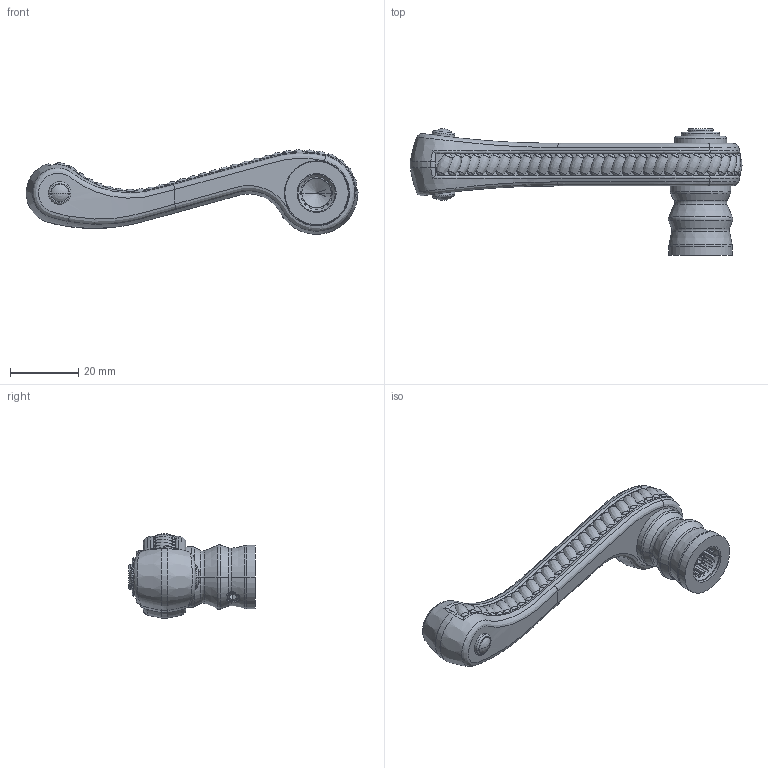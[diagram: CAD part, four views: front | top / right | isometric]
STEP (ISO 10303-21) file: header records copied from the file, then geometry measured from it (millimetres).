
FILE_DESCRIPTION((''),'2;1');
FILE_NAME('2-181_ASM','2020-01-08T09:17:57',('rsmith'),(''),'CREO PARAMETRIC BY PTC INC, 2018400','CREO PARAMETRIC BY PTC INC, 2018400','');
FILE_SCHEMA(('CONFIG_CONTROL_DESIGN'));
Length unit declared in the file: inch
Products named in the file (3): 11237; 92000; 2-181_ASM
Assembly tree (3 placements, depth 2):
  2-181_ASM
    11237
    92000  x2
Bounding box: 97.13 x 37.08 x 24.76 mm (x, y, z)
Volume: 19903.6 mm3; surface area: 14140.2 mm2
Topology: 3 solids, 6 shells, 583 faces, 1622 edges, 1051 vertices
Faces by surface type: bspline 164, sphere 136, plane 111, cylinder 94, torus 40, cone 32, extrusion 6
Entity records: 43381 total; most frequent: CARTESIAN_POINT 31258, ORIENTED_EDGE 2957, DIRECTION 1896, EDGE_CURVE 1501, VERTEX_POINT 979, B_SPLINE_CURVE_WITH_KNOTS 826, AXIS2_PLACEMENT_3D 817, EDGE_LOOP 565
